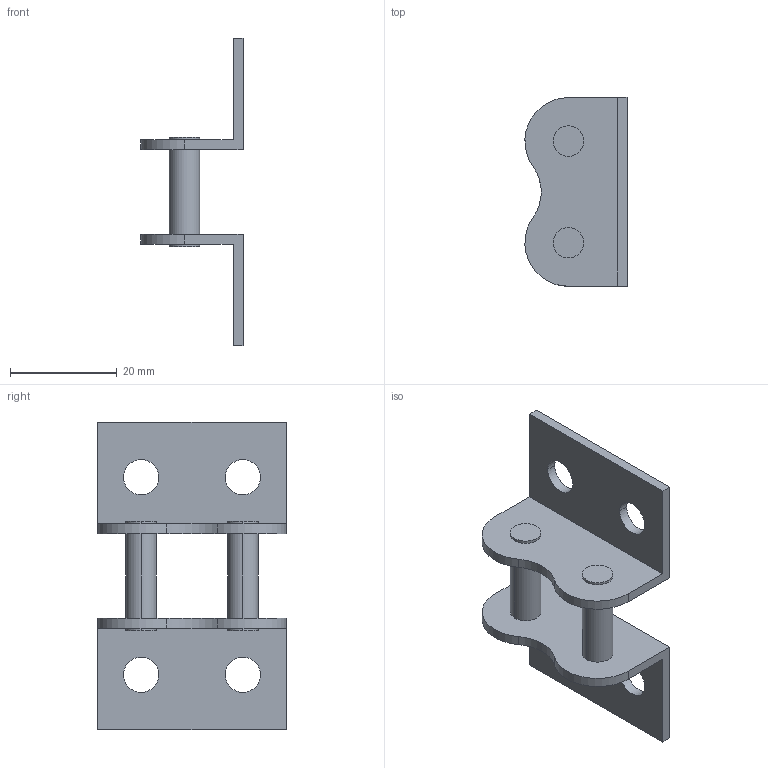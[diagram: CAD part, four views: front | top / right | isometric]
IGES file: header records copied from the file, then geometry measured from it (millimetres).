
Start section:  PTC IGES file: 12b-1_e-2k2.igs
Global section: file name: 12b-1_e-2k2.igs; native system:  by Parametric Technology Corporation; preprocessor: 2013430; organization: Unknown; date: 20211201.195520; units: millimetre
Bounding box: 19.14 x 35.35 x 57.6 mm (x, y, z)
Volume: 5391.5 mm3; surface area: 6070.5 mm2
Topology: 1 solids, 1 shells, 44 faces, 108 edges, 72 vertices
Faces by surface type: revolution 26, bspline 18
